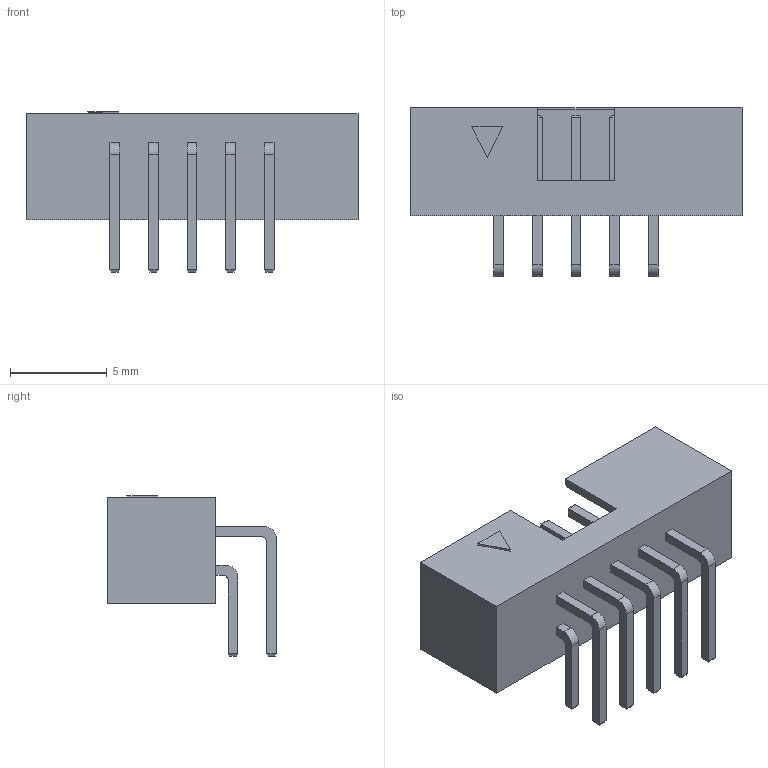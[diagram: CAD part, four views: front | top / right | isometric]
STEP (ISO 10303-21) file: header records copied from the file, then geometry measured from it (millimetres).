
FILE_DESCRIPTION (( 'STEP AP214' ), '1' );
FILE_NAME ('D4F247DC-A89D-424C-9EE5-A94B95669EA3.STEP', '2024-04-30T07:41:19', ( '' ), ( '' ), 'SwSTEP 2.0', 'SolidWorks 2022', '' );
FILE_SCHEMA (( 'AUTOMOTIVE_DESIGN' ));
Length unit declared in the file: millimetre
Products named in the file (1): D4F247DC-A89D-424C-9EE5-A94B95669EA3
Bounding box: 17.2 x 8.75 x 8.3 mm (x, y, z)
Volume: 249.6 mm3; surface area: 794.6 mm2
Topology: 1 solids, 1 shells, 243 faces, 576 edges, 356 vertices
Faces by surface type: plane 223, cylinder 20
Entity records: 9485 total; most frequent: CARTESIAN_POINT 1176, ORIENTED_EDGE 1152, DIRECTION 1104, EDGE_CURVE 576, LINE 536, VECTOR 536, VERTEX_POINT 356, AXIS2_PLACEMENT_3D 284
